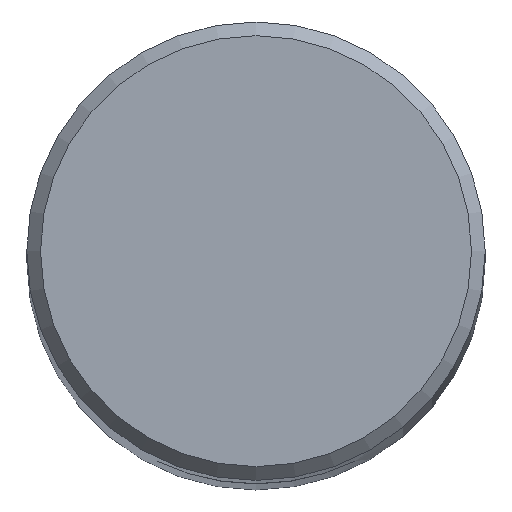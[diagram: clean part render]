
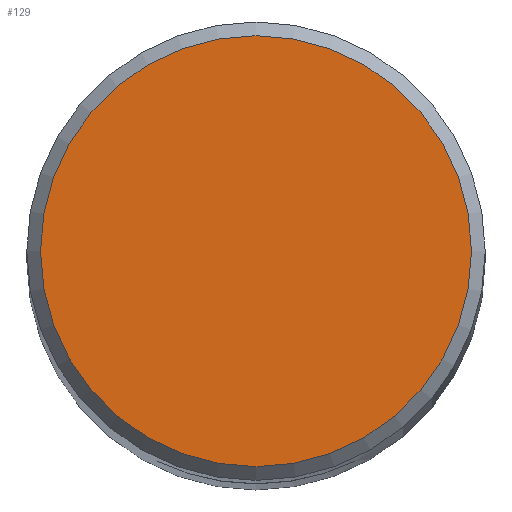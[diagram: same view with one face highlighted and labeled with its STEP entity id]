
A CAD part, top view. The second image highlights one B-rep face of the part: STEP entity #129.
In plain terms, the highlighted planar face has unit normal (0, 0, 1).
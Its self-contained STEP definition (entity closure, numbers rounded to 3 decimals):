
#35 = EDGE_CURVE ( 'NONE', #134, #134, #322, .T. ) ;
#46 = DIRECTION ( 'NONE',  ( 0., 0., 1. ) ) ;
#54 = DIRECTION ( 'NONE',  ( 0., 0., 1. ) ) ;
#57 = AXIS2_PLACEMENT_3D ( 'NONE', #370, #54, #76 ) ;
#76 = DIRECTION ( 'NONE',  ( 1., 0., 0. ) ) ;
#91 = CARTESIAN_POINT ( 'NONE',  ( 4.7, 0., 120. ) ) ;
#109 = ORIENTED_EDGE ( 'NONE', *, *, #35, .T. ) ;
#125 = DIRECTION ( 'NONE',  ( 1., 0., 0. ) ) ;
#129 = ADVANCED_FACE ( 'NONE', ( #231 ), #339, .T. ) ;
#134 = VERTEX_POINT ( 'NONE', #91 ) ;
#150 = EDGE_LOOP ( 'NONE', ( #109 ) ) ;
#231 = FACE_OUTER_BOUND ( 'NONE', #150, .T. ) ;
#298 = AXIS2_PLACEMENT_3D ( 'NONE', #330, #46, #125 ) ;
#322 = CIRCLE ( 'NONE', #298, 4.7 ) ;
#330 = CARTESIAN_POINT ( 'NONE',  ( 0., 0., 120. ) ) ;
#339 = PLANE ( 'NONE',  #57 ) ;
#370 = CARTESIAN_POINT ( 'NONE',  ( 0., 0., 120. ) ) ;
